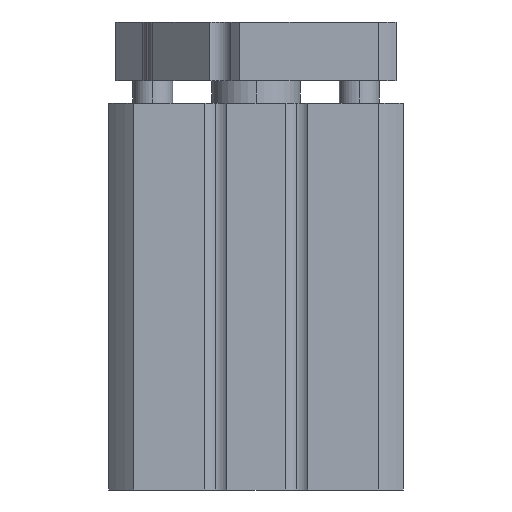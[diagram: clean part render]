
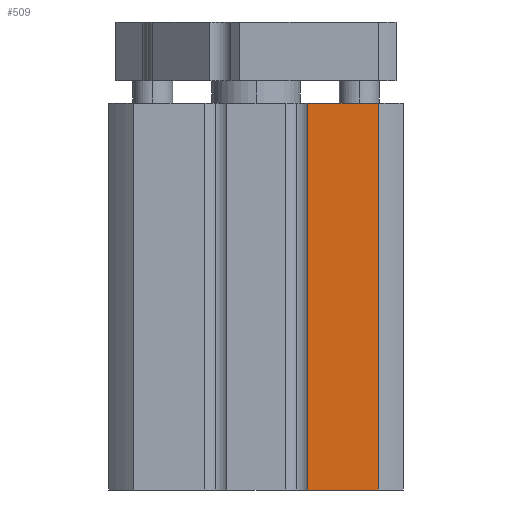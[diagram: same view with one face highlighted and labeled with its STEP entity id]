
A CAD part, left-side view. The second image highlights one B-rep face of the part: STEP entity #509.
In plain terms, the highlighted planar face has unit normal (-1, 0, 0).
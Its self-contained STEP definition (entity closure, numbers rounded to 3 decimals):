
#509=ADVANCED_FACE('',(#1082),#1083,.T.);
#1082=FACE_OUTER_BOUND('',#1712,.T.);
#1083=PLANE('',#1713);
#1712=EDGE_LOOP('',(#3037,#3038,#3039,#3040));
#1713=AXIS2_PLACEMENT_3D('',#3041,#3042,#3043);
#3037=ORIENTED_EDGE('',*,*,#4129,.F.);
#3038=ORIENTED_EDGE('',*,*,#4041,.T.);
#3039=ORIENTED_EDGE('',*,*,#4131,.T.);
#3040=ORIENTED_EDGE('',*,*,#4132,.T.);
#3041=CARTESIAN_POINT('',(-20.0,-20.0,82.819));
#3042=DIRECTION('',(-1.0,0.0,0.0));
#3043=DIRECTION('',(0.0,0.0,1.0));
#4041=EDGE_CURVE('',#4913,#4911,#4914,.T.);
#4129=EDGE_CURVE('',#4913,#5052,#5056,.T.);
#4131=EDGE_CURVE('',#4911,#5058,#5059,.T.);
#4132=EDGE_CURVE('',#5058,#5052,#5060,.T.);
#4911=VERTEX_POINT('',#6111);
#4913=VERTEX_POINT('',#6113);
#4914=LINE('',#6114,#6115);
#5052=VERTEX_POINT('',#6287);
#5056=LINE('',#6293,#6294);
#5058=VERTEX_POINT('',#6296);
#5059=LINE('',#6297,#6298);
#5060=LINE('',#6299,#6300);
#6111=CARTESIAN_POINT('',(-20.0,-16.613,-26.25));
#6113=CARTESIAN_POINT('',(-20.0,-7.0,-26.25));
#6114=CARTESIAN_POINT('',(-20.0,-20.0,-26.25));
#6115=VECTOR('',#7104,1.0);
#6287=CARTESIAN_POINT('',(-20.0,-7.0,26.25));
#6293=CARTESIAN_POINT('',(-20.0,-7.0,-26.25));
#6294=VECTOR('',#7246,1.0);
#6296=CARTESIAN_POINT('',(-20.0,-16.613,26.25));
#6297=CARTESIAN_POINT('',(-20.0,-16.613,-26.25));
#6298=VECTOR('',#7247,1.0);
#6299=CARTESIAN_POINT('',(-20.0,-20.0,26.25));
#6300=VECTOR('',#7248,1.0);
#7104=DIRECTION('',(0.0,-1.0,0.0));
#7246=DIRECTION('',(0.0,0.0,1.0));
#7247=DIRECTION('',(0.0,0.0,1.0));
#7248=DIRECTION('',(0.0,1.0,0.0));
